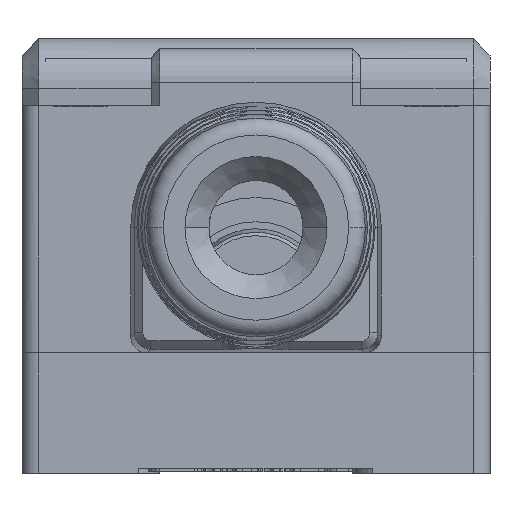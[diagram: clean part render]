
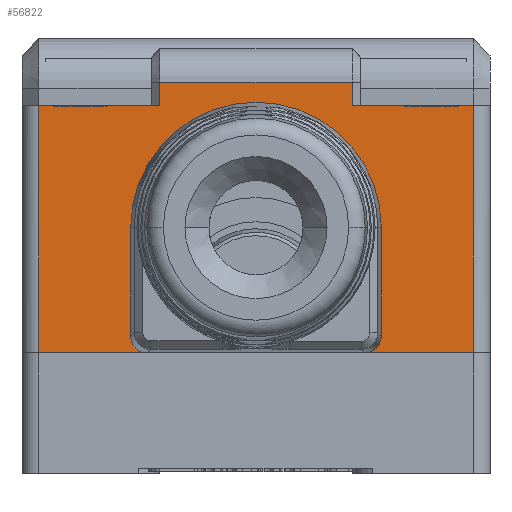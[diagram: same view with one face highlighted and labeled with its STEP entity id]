
A CAD part, front view. The second image highlights one B-rep face of the part: STEP entity #56822.
In plain terms, the highlighted planar face has unit normal (0, -1, 0).
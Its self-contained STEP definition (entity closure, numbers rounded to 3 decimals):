
#19786=DIRECTION('',(1.,0.,0.));
#19787=VECTOR('',#19786,2.75);
#19788=CARTESIAN_POINT('',(-13.25,-56.2,5.7));
#19789=LINE('',#19788,#19787);
#19804=DIRECTION('',(1.,0.,0.));
#19805=VECTOR('',#19804,2.75);
#19806=CARTESIAN_POINT('',(10.5,-56.2,5.7));
#19807=LINE('',#19806,#19805);
#19907=CARTESIAN_POINT('',(0.,-56.2,14.7));
#19908=DIRECTION('',(0.,-1.,0.));
#19909=DIRECTION('',(1.,0.,0.017));
#19910=AXIS2_PLACEMENT_3D('',#19907,#19908,#19909);
#19912=CARTESIAN_POINT('',(0.,-56.2,13.25));
#19913=DIRECTION('',(0.,-1.,0.));
#19914=DIRECTION('',(-0.967,0.,0.255));
#19915=AXIS2_PLACEMENT_3D('',#19912,#19913,#19914);
#19917=DIRECTION('',(0.,0.,1.));
#19918=VECTOR('',#19917,7.05);
#19919=CARTESIAN_POINT('',(-6.1,-56.2,6.2));
#19920=LINE('',#19919,#19918);
#19921=DIRECTION('',(-1.,0.,0.));
#19922=VECTOR('',#19921,0.781);
#19923=CARTESIAN_POINT('',(-9.719,-56.2,6.2));
#19924=LINE('',#19923,#19922);
#19925=DIRECTION('',(0.,0.,1.));
#19926=VECTOR('',#19925,0.5);
#19927=CARTESIAN_POINT('',(-10.5,-56.2,5.7));
#19928=LINE('',#19927,#19926);
#19929=DIRECTION('',(0.,0.,-1.));
#19930=VECTOR('',#19929,1.);
#19931=CARTESIAN_POINT('',(-13.25,-56.2,6.7));
#19932=LINE('',#19931,#19930);
#19933=DIRECTION('',(1.,0.,0.));
#19934=VECTOR('',#19933,0.25);
#19935=CARTESIAN_POINT('',(-13.25,-56.2,6.7));
#19936=LINE('',#19935,#19934);
#19937=DIRECTION('',(0.,0.,1.));
#19938=VECTOR('',#19937,15.3);
#19939=CARTESIAN_POINT('',(-13.,-56.2,6.7));
#19940=LINE('',#19939,#19938);
#19941=DIRECTION('',(0.,0.,-1.));
#19942=VECTOR('',#19941,1.4);
#19943=CARTESIAN_POINT('',(-5.75,-56.2,23.4));
#19944=LINE('',#19943,#19942);
#19945=DIRECTION('',(1.,0.,0.));
#19946=VECTOR('',#19945,11.5);
#19947=CARTESIAN_POINT('',(-5.75,-56.2,23.4));
#19948=LINE('',#19947,#19946);
#19949=DIRECTION('',(0.,0.,1.));
#19950=VECTOR('',#19949,1.4);
#19951=CARTESIAN_POINT('',(5.75,-56.2,22.));
#19952=LINE('',#19951,#19950);
#19953=DIRECTION('',(0.,0.,-1.));
#19954=VECTOR('',#19953,15.3);
#19955=CARTESIAN_POINT('',(13.,-56.2,22.));
#19956=LINE('',#19955,#19954);
#19957=DIRECTION('',(1.,0.,0.));
#19958=VECTOR('',#19957,0.25);
#19959=CARTESIAN_POINT('',(13.,-56.2,6.7));
#19960=LINE('',#19959,#19958);
#19961=DIRECTION('',(0.,0.,-1.));
#19962=VECTOR('',#19961,1.);
#19963=CARTESIAN_POINT('',(13.25,-56.2,6.7));
#19964=LINE('',#19963,#19962);
#19965=DIRECTION('',(0.,0.,1.));
#19966=VECTOR('',#19965,0.5);
#19967=CARTESIAN_POINT('',(10.5,-56.2,5.7));
#19968=LINE('',#19967,#19966);
#19969=DIRECTION('',(-1.,0.,0.));
#19970=VECTOR('',#19969,0.781);
#19971=CARTESIAN_POINT('',(10.5,-56.2,6.2));
#19972=LINE('',#19971,#19970);
#19973=DIRECTION('',(0.,0.,1.));
#19974=VECTOR('',#19973,7.05);
#19975=CARTESIAN_POINT('',(6.1,-56.2,6.2));
#19976=LINE('',#19975,#19974);
#19977=CARTESIAN_POINT('',(0.,-56.2,13.25));
#19978=DIRECTION('',(0.,-1.,0.));
#19979=DIRECTION('',(1.,0.,0.));
#19980=AXIS2_PLACEMENT_3D('',#19977,#19978,#19979);
#20029=DIRECTION('',(1.,0.,0.));
#20030=VECTOR('',#20029,3.619);
#20031=CARTESIAN_POINT('',(-9.719,-56.2,6.2));
#20032=LINE('',#20031,#20030);
#20045=DIRECTION('',(1.,0.,0.));
#20046=VECTOR('',#20045,3.619);
#20047=CARTESIAN_POINT('',(6.1,-56.2,6.2));
#20048=LINE('',#20047,#20046);
#20177=DIRECTION('',(-1.,0.,0.));
#20178=VECTOR('',#20177,7.25);
#20179=CARTESIAN_POINT('',(-5.75,-56.2,22.));
#20180=LINE('',#20179,#20178);
#21163=DIRECTION('',(-1.,0.,0.));
#21164=VECTOR('',#21163,7.25);
#21165=CARTESIAN_POINT('',(13.,-56.2,22.));
#21166=LINE('',#21165,#21164);
#29326=CARTESIAN_POINT('',(-13.25,-56.2,5.7));
#29327=CARTESIAN_POINT('',(-10.5,-56.2,5.7));
#29328=VERTEX_POINT('',#29326);
#29329=VERTEX_POINT('',#29327);
#29330=CARTESIAN_POINT('',(10.5,-56.2,5.7));
#29331=CARTESIAN_POINT('',(13.25,-56.2,5.7));
#29332=VERTEX_POINT('',#29330);
#29333=VERTEX_POINT('',#29331);
#29406=CARTESIAN_POINT('',(13.25,-56.2,6.7));
#29407=VERTEX_POINT('',#29406);
#29408=CARTESIAN_POINT('',(-13.25,-56.2,6.7));
#29409=VERTEX_POINT('',#29408);
#29470=CARTESIAN_POINT('',(-13.,-56.2,22.));
#29471=VERTEX_POINT('',#29470);
#29472=CARTESIAN_POINT('',(13.,-56.2,22.));
#29473=VERTEX_POINT('',#29472);
#29570=CARTESIAN_POINT('',(-5.75,-56.2,23.4));
#29571=CARTESIAN_POINT('',(-5.75,-56.2,22.));
#29572=VERTEX_POINT('',#29570);
#29573=VERTEX_POINT('',#29571);
#29590=CARTESIAN_POINT('',(5.75,-56.2,23.4));
#29591=VERTEX_POINT('',#29590);
#29594=CARTESIAN_POINT('',(5.75,-56.2,22.));
#29595=VERTEX_POINT('',#29594);
#30332=CARTESIAN_POINT('',(-9.719,-56.2,6.2));
#30333=CARTESIAN_POINT('',(-6.1,-56.2,6.2));
#30334=VERTEX_POINT('',#30332);
#30335=VERTEX_POINT('',#30333);
#30336=CARTESIAN_POINT('',(6.1,-56.2,6.2));
#30337=CARTESIAN_POINT('',(9.719,-56.2,6.2));
#30338=VERTEX_POINT('',#30336);
#30339=VERTEX_POINT('',#30337);
#30417=CARTESIAN_POINT('',(-13.,-56.2,6.7));
#30419=VERTEX_POINT('',#30417);
#30421=CARTESIAN_POINT('',(13.,-56.2,6.7));
#30423=VERTEX_POINT('',#30421);
#30436=CARTESIAN_POINT('',(-10.5,-56.2,6.2));
#30438=VERTEX_POINT('',#30436);
#30441=CARTESIAN_POINT('',(10.5,-56.2,6.2));
#30443=VERTEX_POINT('',#30441);
#30456=CARTESIAN_POINT('',(-6.1,-56.2,13.25));
#30457=VERTEX_POINT('',#30456);
#30458=CARTESIAN_POINT('',(6.1,-56.2,13.25));
#30459=VERTEX_POINT('',#30458);
#30907=CARTESIAN_POINT('',(5.899,-56.2,14.803));
#30908=CARTESIAN_POINT('',(-5.899,-56.2,14.803));
#30909=VERTEX_POINT('',#30907);
#30910=VERTEX_POINT('',#30908);
#56771=CARTESIAN_POINT('',(-13.9,-56.2,6.7));
#56772=DIRECTION('',(0.,-1.,0.));
#56773=DIRECTION('',(0.,0.,-1.));
#56774=AXIS2_PLACEMENT_3D('',#56771,#56772,#56773);
#56775=PLANE('',#56774);
#56777=ORIENTED_EDGE('',*,*,#56776,.T.);
#56779=ORIENTED_EDGE('',*,*,#56778,.T.);
#56781=ORIENTED_EDGE('',*,*,#56780,.F.);
#56783=ORIENTED_EDGE('',*,*,#56782,.F.);
#56785=ORIENTED_EDGE('',*,*,#56784,.T.);
#56787=ORIENTED_EDGE('',*,*,#56786,.F.);
#56788=ORIENTED_EDGE('',*,*,#56608,.F.);
#56790=ORIENTED_EDGE('',*,*,#56789,.F.);
#56791=ORIENTED_EDGE('',*,*,#56764,.T.);
#56792=ORIENTED_EDGE('',*,*,#56753,.T.);
#56794=ORIENTED_EDGE('',*,*,#56793,.F.);
#56796=ORIENTED_EDGE('',*,*,#56795,.F.);
#56798=ORIENTED_EDGE('',*,*,#56797,.T.);
#56800=ORIENTED_EDGE('',*,*,#56799,.F.);
#56802=ORIENTED_EDGE('',*,*,#56801,.F.);
#56804=ORIENTED_EDGE('',*,*,#56803,.T.);
#56806=ORIENTED_EDGE('',*,*,#56805,.T.);
#56808=ORIENTED_EDGE('',*,*,#56807,.T.);
#56809=ORIENTED_EDGE('',*,*,#56616,.F.);
#56811=ORIENTED_EDGE('',*,*,#56810,.T.);
#56813=ORIENTED_EDGE('',*,*,#56812,.T.);
#56815=ORIENTED_EDGE('',*,*,#56814,.F.);
#56817=ORIENTED_EDGE('',*,*,#56816,.T.);
#56819=ORIENTED_EDGE('',*,*,#56818,.T.);
#56820=EDGE_LOOP('',(#56777,#56779,#56781,#56783,#56785,#56787,#56788,#56790,
#56791,#56792,#56794,#56796,#56798,#56800,#56802,#56804,#56806,#56808,#56809,
#56811,#56813,#56815,#56817,#56819));
#56821=FACE_OUTER_BOUND('',#56820,.F.);
#56822=ADVANCED_FACE('',(#56821),#56775,.T.);
#19911=CIRCLE('',#19910,5.9);
#19916=CIRCLE('',#19915,6.1);
#19981=CIRCLE('',#19980,6.1);
#56608=EDGE_CURVE('',#29328,#29329,#19789,.T.);
#56616=EDGE_CURVE('',#29332,#29333,#19807,.T.);
#56753=EDGE_CURVE('',#30419,#29471,#19940,.T.);
#56764=EDGE_CURVE('',#29409,#30419,#19936,.T.);
#56776=EDGE_CURVE('',#30909,#30910,#19911,.T.);
#56778=EDGE_CURVE('',#30910,#30457,#19916,.T.);
#56780=EDGE_CURVE('',#30335,#30457,#19920,.T.);
#56782=EDGE_CURVE('',#30334,#30335,#20032,.T.);
#56784=EDGE_CURVE('',#30334,#30438,#19924,.T.);
#56786=EDGE_CURVE('',#29329,#30438,#19928,.T.);
#56789=EDGE_CURVE('',#29409,#29328,#19932,.T.);
#56793=EDGE_CURVE('',#29573,#29471,#20180,.T.);
#56795=EDGE_CURVE('',#29572,#29573,#19944,.T.);
#56797=EDGE_CURVE('',#29572,#29591,#19948,.T.);
#56799=EDGE_CURVE('',#29595,#29591,#19952,.T.);
#56801=EDGE_CURVE('',#29473,#29595,#21166,.T.);
#56803=EDGE_CURVE('',#29473,#30423,#19956,.T.);
#56805=EDGE_CURVE('',#30423,#29407,#19960,.T.);
#56807=EDGE_CURVE('',#29407,#29333,#19964,.T.);
#56810=EDGE_CURVE('',#29332,#30443,#19968,.T.);
#56812=EDGE_CURVE('',#30443,#30339,#19972,.T.);
#56814=EDGE_CURVE('',#30338,#30339,#20048,.T.);
#56816=EDGE_CURVE('',#30338,#30459,#19976,.T.);
#56818=EDGE_CURVE('',#30459,#30909,#19981,.T.);
